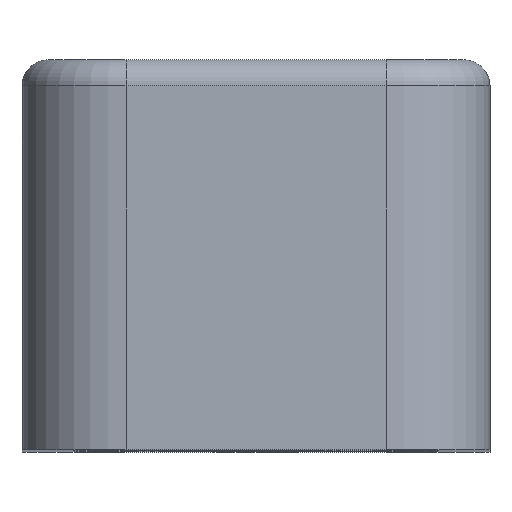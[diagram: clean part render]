
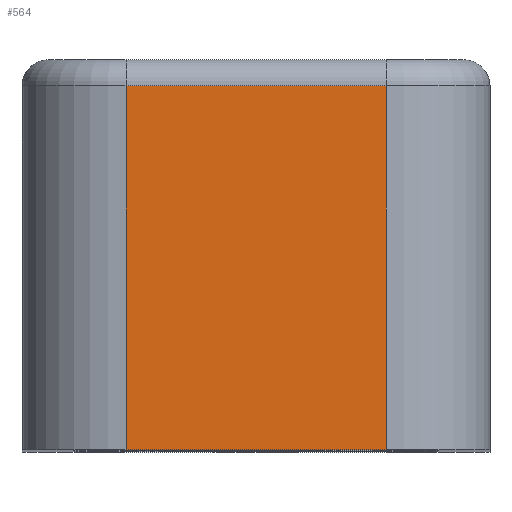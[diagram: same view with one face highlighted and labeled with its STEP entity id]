
A CAD part, top view. The second image highlights one B-rep face of the part: STEP entity #564.
In plain terms, the highlighted planar face has unit normal (0, 0, 1).
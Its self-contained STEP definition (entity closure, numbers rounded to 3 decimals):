
#38=PLANE('',#656);
#71=FACE_OUTER_BOUND('',#111,.T.);
#111=EDGE_LOOP('',(#512,#513,#514,#515));
#123=LINE('',#903,#165);
#149=LINE('',#989,#191);
#150=LINE('',#992,#192);
#153=LINE('',#999,#195);
#165=VECTOR('',#724,10.);
#191=VECTOR('',#824,10.);
#192=VECTOR('',#827,10.);
#195=VECTOR('',#836,10.);
#255=VERTEX_POINT('',#897);
#256=VERTEX_POINT('',#901);
#279=VERTEX_POINT('',#987);
#280=VERTEX_POINT('',#991);
#312=EDGE_CURVE('',#256,#255,#123,.T.);
#354=EDGE_CURVE('',#279,#256,#149,.T.);
#355=EDGE_CURVE('',#255,#280,#150,.T.);
#359=EDGE_CURVE('',#279,#280,#153,.T.);
#512=ORIENTED_EDGE('',*,*,#312,.F.);
#513=ORIENTED_EDGE('',*,*,#354,.F.);
#514=ORIENTED_EDGE('',*,*,#359,.T.);
#515=ORIENTED_EDGE('',*,*,#355,.F.);
#564=ADVANCED_FACE('',(#71),#38,.T.);
#656=AXIS2_PLACEMENT_3D('',#1000,#837,#838);
#724=DIRECTION('',(1.,0.,0.));
#824=DIRECTION('',(0.,1.,0.));
#827=DIRECTION('',(0.,-1.,0.));
#836=DIRECTION('',(1.,0.,0.));
#837=DIRECTION('center_axis',(0.,0.,1.));
#838=DIRECTION('ref_axis',(1.,0.,0.));
#897=CARTESIAN_POINT('',(5.,6.5,29.));
#901=CARTESIAN_POINT('',(-5.,6.5,29.));
#903=CARTESIAN_POINT('',(4.5,6.5,29.));
#987=CARTESIAN_POINT('',(-5.,-7.5,29.));
#989=CARTESIAN_POINT('',(-5.,3.75,29.));
#991=CARTESIAN_POINT('',(5.,-7.5,29.));
#992=CARTESIAN_POINT('',(5.,-3.75,29.));
#999=CARTESIAN_POINT('',(9.,-7.5,29.));
#1000=CARTESIAN_POINT('Origin',(0.,0.,29.));
